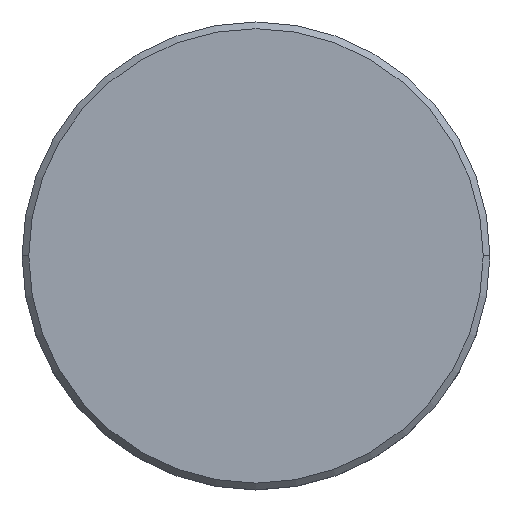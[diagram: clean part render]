
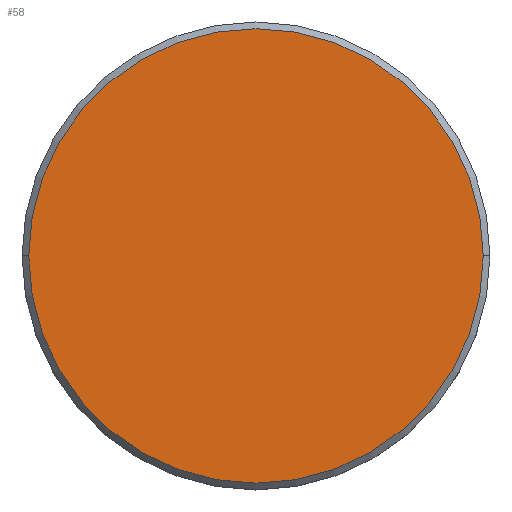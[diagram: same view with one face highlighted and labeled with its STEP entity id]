
A CAD part, top view. The second image highlights one B-rep face of the part: STEP entity #58.
In plain terms, the highlighted planar face has unit normal (0, 0, 1).
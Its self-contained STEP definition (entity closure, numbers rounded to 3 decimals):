
#51 = CARTESIAN_POINT ( 'NONE',  ( 0., 0., 0. ) ) ;
#58 = ADVANCED_FACE ( 'NONE', ( #932 ), #693, .T. ) ;
#119 = AXIS2_PLACEMENT_3D ( 'NONE', #51, #1022, #237 ) ;
#237 = DIRECTION ( 'NONE',  ( 1., 0., 0. ) ) ;
#258 = AXIS2_PLACEMENT_3D ( 'NONE', #604, #509, #859 ) ;
#293 = CIRCLE ( 'NONE', #598, 17. ) ;
#366 = CIRCLE ( 'NONE', #119, 17. ) ;
#509 = DIRECTION ( 'NONE',  ( 0., 0., 1. ) ) ;
#598 = AXIS2_PLACEMENT_3D ( 'NONE', #786, #1139, #791 ) ;
#604 = CARTESIAN_POINT ( 'NONE',  ( 0., 0., 0. ) ) ;
#626 = VERTEX_POINT ( 'NONE', #737 ) ;
#693 = PLANE ( 'NONE',  #258 ) ;
#731 = CARTESIAN_POINT ( 'NONE',  ( -17., 0., 0. ) ) ;
#737 = CARTESIAN_POINT ( 'NONE',  ( 17., 0., 0. ) ) ;
#786 = CARTESIAN_POINT ( 'NONE',  ( 0., 0., 0. ) ) ;
#791 = DIRECTION ( 'NONE',  ( 1., 0., 0. ) ) ;
#826 = ORIENTED_EDGE ( 'NONE', *, *, #1098, .T. ) ;
#859 = DIRECTION ( 'NONE',  ( 1., 0., 0. ) ) ;
#882 = EDGE_LOOP ( 'NONE', ( #1107, #826 ) ) ;
#899 = VERTEX_POINT ( 'NONE', #731 ) ;
#904 = EDGE_CURVE ( 'NONE', #899, #626, #366, .T. ) ;
#932 = FACE_OUTER_BOUND ( 'NONE', #882, .T. ) ;
#1022 = DIRECTION ( 'NONE',  ( 0., 0., 1. ) ) ;
#1098 = EDGE_CURVE ( 'NONE', #626, #899, #293, .T. ) ;
#1107 = ORIENTED_EDGE ( 'NONE', *, *, #904, .T. ) ;
#1139 = DIRECTION ( 'NONE',  ( 0., 0., 1. ) ) ;
